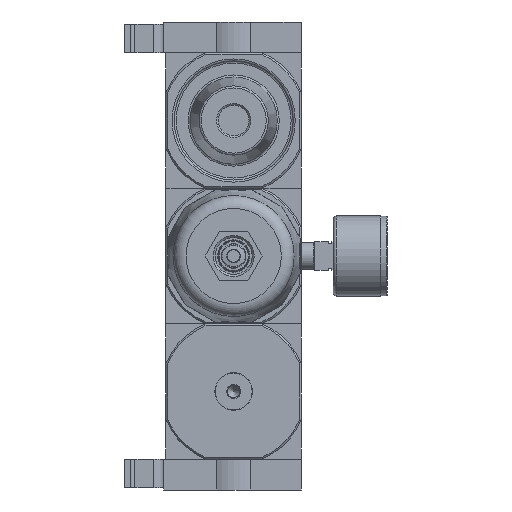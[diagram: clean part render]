
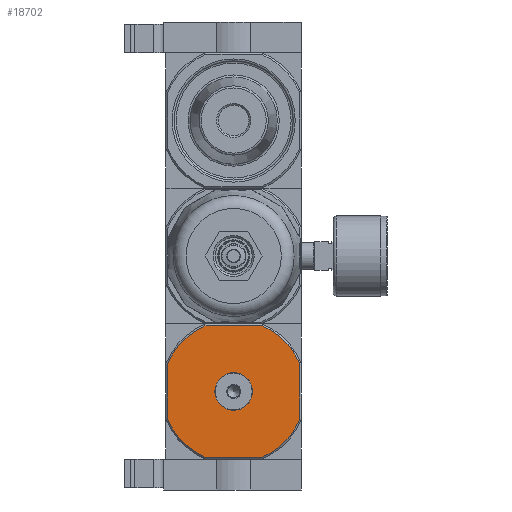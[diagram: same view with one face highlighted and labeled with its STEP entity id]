
A CAD part, front view. The second image highlights one B-rep face of the part: STEP entity #18702.
In plain terms, the highlighted planar face has unit normal (0, -1, 0).
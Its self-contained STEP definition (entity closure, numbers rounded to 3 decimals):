
#1986=CIRCLE('',#26774,6.579);
#1987=CIRCLE('',#26775,34.9);
#1988=CIRCLE('',#26776,34.9);
#1989=CIRCLE('',#26777,34.9);
#1990=CIRCLE('',#26778,34.9);
#6665=ORIENTED_EDGE('',*,*,#9566,.F.);
#6666=ORIENTED_EDGE('',*,*,#9567,.T.);
#6667=ORIENTED_EDGE('',*,*,#9568,.F.);
#6668=ORIENTED_EDGE('',*,*,#9562,.T.);
#6669=ORIENTED_EDGE('',*,*,#9569,.F.);
#6670=ORIENTED_EDGE('',*,*,#9570,.F.);
#6671=ORIENTED_EDGE('',*,*,#9571,.F.);
#6672=ORIENTED_EDGE('',*,*,#9572,.F.);
#6673=ORIENTED_EDGE('',*,*,#9573,.F.);
#9562=EDGE_CURVE('',#11432,#11433,#12693,.T.);
#9566=EDGE_CURVE('',#11436,#11436,#1986,.T.);
#9567=EDGE_CURVE('',#11437,#11438,#12695,.T.);
#9568=EDGE_CURVE('',#11432,#11438,#1987,.T.);
#9569=EDGE_CURVE('',#11439,#11433,#1988,.T.);
#9570=EDGE_CURVE('',#11440,#11439,#12696,.T.);
#9571=EDGE_CURVE('',#11441,#11440,#1989,.T.);
#9572=EDGE_CURVE('',#11442,#11441,#12697,.T.);
#9573=EDGE_CURVE('',#11437,#11442,#1990,.T.);
#11432=VERTEX_POINT('',#38846);
#11433=VERTEX_POINT('',#38847);
#11436=VERTEX_POINT('',#38861);
#11437=VERTEX_POINT('',#38863);
#11438=VERTEX_POINT('',#38864);
#11439=VERTEX_POINT('',#38867);
#11440=VERTEX_POINT('',#38869);
#11441=VERTEX_POINT('',#38871);
#11442=VERTEX_POINT('',#38873);
#12693=LINE('',#38845,#13901);
#12695=LINE('',#38862,#13903);
#12696=LINE('',#38868,#13904);
#12697=LINE('',#38872,#13905);
#13901=VECTOR('',#31976,1000.);
#13903=VECTOR('',#31982,1000.);
#13904=VECTOR('',#31987,1000.);
#13905=VECTOR('',#31990,1000.);
#15329=EDGE_LOOP('',(#6665));
#15330=EDGE_LOOP('',(#6666,#6667,#6668,#6669,#6670,#6671,#6672,#6673));
#16873=FACE_BOUND('',#15329,.T.);
#16874=FACE_BOUND('',#15330,.T.);
#17636=PLANE('',#26773);
#18702=ADVANCED_FACE('',(#16873,#16874),#17636,.F.);
#26773=AXIS2_PLACEMENT_3D('',#38859,#31978,#31979);
#26774=AXIS2_PLACEMENT_3D('',#38860,#31980,#31981);
#26775=AXIS2_PLACEMENT_3D('',#38865,#31983,#31984);
#26776=AXIS2_PLACEMENT_3D('',#38866,#31985,#31986);
#26777=AXIS2_PLACEMENT_3D('',#38870,#31988,#31989);
#26778=AXIS2_PLACEMENT_3D('',#38874,#31991,#31992);
#31976=DIRECTION('',(0.,0.,-1.));
#31978=DIRECTION('',(0.,1.,0.));
#31979=DIRECTION('',(0.,0.,1.));
#31980=DIRECTION('',(0.,-1.,0.));
#31981=DIRECTION('',(0.,0.,-1.));
#31982=DIRECTION('',(-1.,0.,0.));
#31983=DIRECTION('',(0.,1.,0.));
#31984=DIRECTION('',(-1.,0.,0.));
#31985=DIRECTION('',(0.,1.,0.));
#31986=DIRECTION('',(-1.,0.,0.));
#31987=DIRECTION('',(-1.,0.,0.));
#31988=DIRECTION('',(0.,1.,0.));
#31989=DIRECTION('',(-1.,0.,0.));
#31990=DIRECTION('',(0.,0.,-1.));
#31991=DIRECTION('',(0.,1.,0.));
#31992=DIRECTION('',(-1.,0.,0.));
#38845=CARTESIAN_POINT('',(-32.2,-33.,33.));
#38846=CARTESIAN_POINT('',(-32.2,-33.,13.46));
#38847=CARTESIAN_POINT('',(-32.2,-33.,-13.46));
#38859=CARTESIAN_POINT('',(-32.2,-33.,33.));
#38860=CARTESIAN_POINT('',(0.,-33.,0.));
#38861=CARTESIAN_POINT('',(0.,-33.,-6.579));
#38862=CARTESIAN_POINT('',(33.,-33.,32.2));
#38863=CARTESIAN_POINT('',(13.46,-33.,32.2));
#38864=CARTESIAN_POINT('',(-13.46,-33.,32.2));
#38865=CARTESIAN_POINT('',(0.,-33.,0.));
#38866=CARTESIAN_POINT('',(0.,-33.,0.));
#38867=CARTESIAN_POINT('',(-13.46,-33.,-32.2));
#38868=CARTESIAN_POINT('',(33.,-33.,-32.2));
#38869=CARTESIAN_POINT('',(13.46,-33.,-32.2));
#38870=CARTESIAN_POINT('',(0.,-33.,0.));
#38871=CARTESIAN_POINT('',(32.2,-33.,-13.46));
#38872=CARTESIAN_POINT('',(32.2,-33.,33.));
#38873=CARTESIAN_POINT('',(32.2,-33.,13.46));
#38874=CARTESIAN_POINT('',(0.,-33.,0.));
